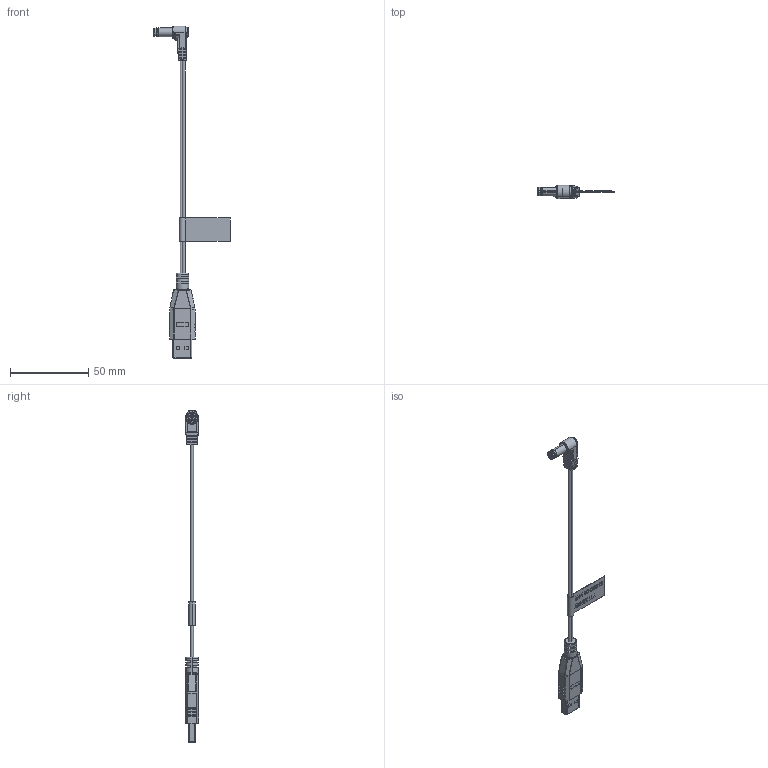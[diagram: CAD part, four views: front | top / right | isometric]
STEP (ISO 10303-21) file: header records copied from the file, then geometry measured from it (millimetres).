
FILE_DESCRIPTION (( 'STEP AP214' ), '1' );
FILE_NAME ('10-00243_revA6.STEP', '2016-03-31T21:41:11', ( 'Joel' ), ( 'Microsoft' ), 'SwSTEP 2.0', 'SolidWorks 2015', '' );
FILE_SCHEMA (( 'AUTOMOTIVE_DESIGN' ));
Length unit declared in the file: millimetre
Products named in the file (12): 10-00243_revA6; Label 243; 50-00186; 50-00186 spring contact; 50-00186 shell; 50-00186 insulator; 50-00425; 50-00425 shell; 50-00425 insulator; 24-00046_default; 24-00023; 30-00008_wbc
Assembly tree (11 placements, depth 3):
  10-00243_revA6
    30-00008_wbc
    24-00023
    24-00046_default
    50-00425
      50-00425 insulator
      50-00425 shell
    50-00186
      50-00186 insulator
      50-00186 shell
      50-00186 spring contact
    Label 243
Bounding box: 48.7 x 8.4 x 211.6 mm (x, y, z)
Volume: 7485.3 mm3; surface area: 13464 mm2
Topology: 60 solids, 60 shells, 1193 faces, 2944 edges, 1906 vertices
Faces by surface type: plane 629, cylinder 325, bspline 189, torus 25, cone 21, sphere 4
Entity records: 50436 total; most frequent: CARTESIAN_POINT 14585, ORIENTED_EDGE 5872, DIRECTION 5135, EDGE_CURVE 2936, VERTEX_POINT 1906, LINE 1791, VECTOR 1791, AXIS2_PLACEMENT_3D 1672
